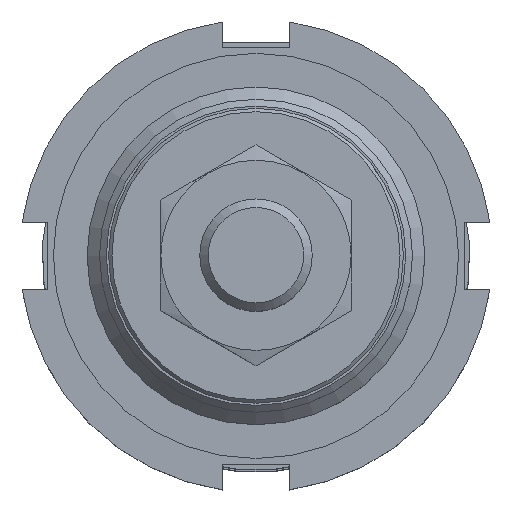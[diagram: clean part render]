
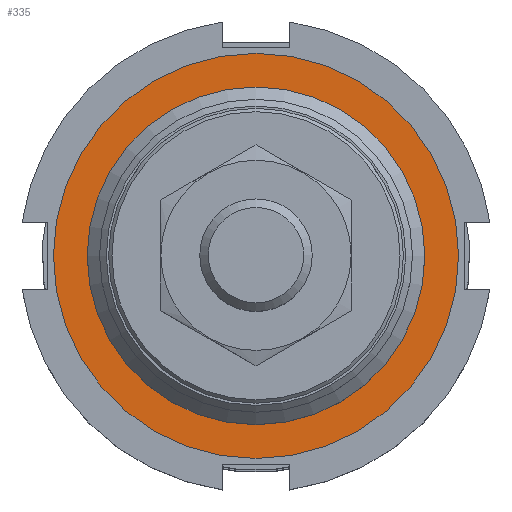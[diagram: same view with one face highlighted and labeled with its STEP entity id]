
A CAD part, top view. The second image highlights one B-rep face of the part: STEP entity #335.
In plain terms, the highlighted planar face has unit normal (0, 0, 1).
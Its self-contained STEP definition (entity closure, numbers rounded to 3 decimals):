
#335 = ADVANCED_FACE( '', ( #591, #592 ), #593, .F. );
#591 = FACE_OUTER_BOUND( '', #898, .T. );
#592 = FACE_BOUND( '', #899, .T. );
#593 = PLANE( '', #900 );
#898 = EDGE_LOOP( '', ( #1635 ) );
#899 = EDGE_LOOP( '', ( #1636 ) );
#900 = AXIS2_PLACEMENT_3D( '', #1637, #1638, #1639 );
#1635 = ORIENTED_EDGE( '', *, *, #2041, .F. );
#1636 = ORIENTED_EDGE( '', *, *, #1990, .T. );
#1637 = CARTESIAN_POINT( '', ( 0., 0., 4. ) );
#1638 = DIRECTION( '', ( 0., 0., -1. ) );
#1639 = DIRECTION( '', ( -1., 0., 0. ) );
#1990 = EDGE_CURVE( '', #2343, #2343, #2344, .T. );
#2041 = EDGE_CURVE( '', #2429, #2429, #2430, .T. );
#2343 = VERTEX_POINT( '', #2907 );
#2344 = CIRCLE( '', #2908, 15. );
#2429 = VERTEX_POINT( '', #3033 );
#2430 = CIRCLE( '', #3034, 18. );
#2907 = CARTESIAN_POINT( '', ( -15., 0., 4. ) );
#2908 = AXIS2_PLACEMENT_3D( '', #3467, #3468, #3469 );
#3033 = CARTESIAN_POINT( '', ( -18., 0., 4. ) );
#3034 = AXIS2_PLACEMENT_3D( '', #3540, #3541, #3542 );
#3467 = CARTESIAN_POINT( '', ( 0., 0., 4. ) );
#3468 = DIRECTION( '', ( 0., 0., -1. ) );
#3469 = DIRECTION( '', ( -1., 0., 0. ) );
#3540 = CARTESIAN_POINT( '', ( 0., 0., 4. ) );
#3541 = DIRECTION( '', ( 0., 0., -1. ) );
#3542 = DIRECTION( '', ( -1., 0., 0. ) );
